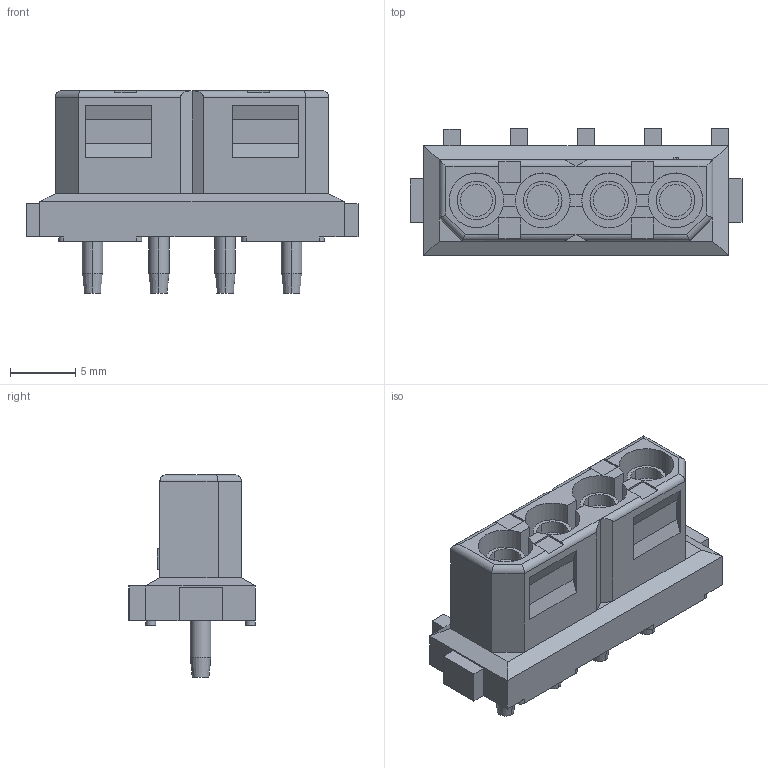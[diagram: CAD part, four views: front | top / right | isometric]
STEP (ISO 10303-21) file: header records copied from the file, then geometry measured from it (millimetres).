
FILE_DESCRIPTION((''),'2;1');
FILE_NAME('C-770997-1','2020-07-03T11:10:30',('workeradm'),('TE Connectivity Ltd.'),'CREO PARAMETRIC BY PTC INC, 2019292','CREO PARAMETRIC BY PTC INC, 2019292','');
FILE_SCHEMA(('AUTOMOTIVE_DESIGN { 1 0 10303 214 1 1 1 1 }'));
Length unit declared in the file: millimetre
Products named in the file (1): C-770997-1
Bounding box: 25.4 x 9.7 x 15.49 mm (x, y, z)
Volume: 1411.8 mm3; surface area: 1792 mm2
Topology: 1 solids, 1 shells, 190 faces, 474 edges, 309 vertices
Faces by surface type: plane 134, cylinder 48, cone 8
Entity records: 5865 total; most frequent: CARTESIAN_POINT 1058, DIRECTION 960, ORIENTED_EDGE 938, EDGE_CURVE 469, VECTOR 356, LINE 356, AXIS2_PLACEMENT_3D 302, VERTEX_POINT 299
